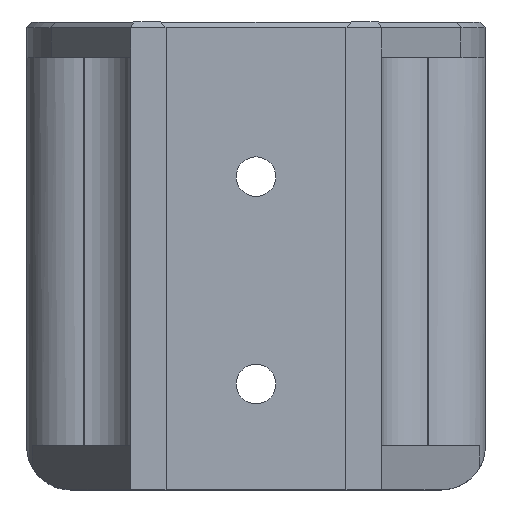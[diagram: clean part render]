
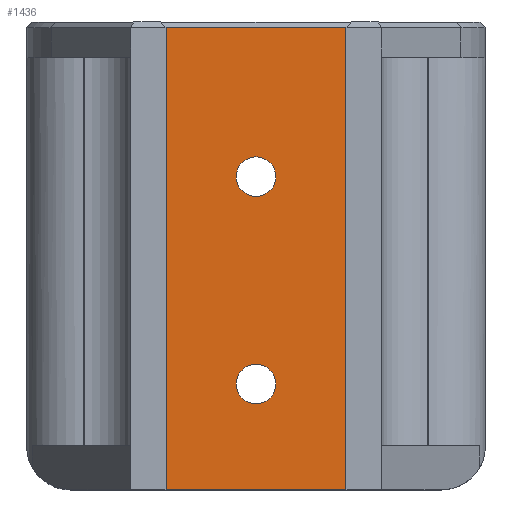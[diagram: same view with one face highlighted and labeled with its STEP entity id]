
A CAD part, top view. The second image highlights one B-rep face of the part: STEP entity #1436.
In plain terms, the highlighted planar face has unit normal (0, 0, 1).
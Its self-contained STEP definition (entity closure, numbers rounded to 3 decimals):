
#51=FACE_BOUND('',#255,.T.);
#52=FACE_BOUND('',#256,.T.);
#89=PLANE('',#1596);
#160=FACE_OUTER_BOUND('',#254,.T.);
#254=EDGE_LOOP('',(#1271,#1272,#1273,#1274));
#255=EDGE_LOOP('',(#1275));
#256=EDGE_LOOP('',(#1276));
#331=LINE('',#2240,#462);
#378=LINE('',#2354,#509);
#406=LINE('',#2440,#537);
#408=LINE('',#2444,#539);
#462=VECTOR('',#1802,10.);
#509=VECTOR('',#1911,10.);
#537=VECTOR('',#1999,10.);
#539=VECTOR('',#2005,10.);
#601=CIRCLE('',#1597,2.25);
#602=CIRCLE('',#1598,2.25);
#672=VERTEX_POINT('',#2237);
#673=VERTEX_POINT('',#2239);
#702=VERTEX_POINT('',#2351);
#703=VERTEX_POINT('',#2353);
#726=VERTEX_POINT('',#2445);
#727=VERTEX_POINT('',#2447);
#819=EDGE_CURVE('',#672,#673,#331,.T.);
#874=EDGE_CURVE('',#703,#702,#378,.T.);
#916=EDGE_CURVE('',#702,#673,#406,.T.);
#918=EDGE_CURVE('',#672,#703,#408,.T.);
#919=EDGE_CURVE('',#726,#726,#601,.T.);
#920=EDGE_CURVE('',#727,#727,#602,.T.);
#1271=ORIENTED_EDGE('',*,*,#819,.F.);
#1272=ORIENTED_EDGE('',*,*,#918,.T.);
#1273=ORIENTED_EDGE('',*,*,#874,.T.);
#1274=ORIENTED_EDGE('',*,*,#916,.T.);
#1275=ORIENTED_EDGE('',*,*,#919,.T.);
#1276=ORIENTED_EDGE('',*,*,#920,.T.);
#1436=ADVANCED_FACE('',(#160,#51,#52),#89,.T.);
#1596=AXIS2_PLACEMENT_3D('',#2443,#2003,#2004);
#1597=AXIS2_PLACEMENT_3D('',#2446,#2006,#2007);
#1598=AXIS2_PLACEMENT_3D('',#2448,#2008,#2009);
#1802=DIRECTION('',(1.,0.,0.));
#1911=DIRECTION('',(1.,0.,0.));
#1999=DIRECTION('',(0.,1.,0.));
#2003=DIRECTION('center_axis',(0.,0.,1.));
#2004=DIRECTION('ref_axis',(0.,1.,0.));
#2005=DIRECTION('',(0.,-1.,0.));
#2006=DIRECTION('center_axis',(0.,0.,-1.));
#2007=DIRECTION('ref_axis',(-1.,0.,0.));
#2008=DIRECTION('center_axis',(0.,0.,-1.));
#2009=DIRECTION('ref_axis',(-1.,0.,0.));
#2237=CARTESIAN_POINT('',(-10.2,2.4,31.));
#2239=CARTESIAN_POINT('',(10.2,2.4,31.));
#2240=CARTESIAN_POINT('',(10.5,2.4,31.));
#2351=CARTESIAN_POINT('',(10.2,-50.,31.));
#2353=CARTESIAN_POINT('',(-10.2,-50.,31.));
#2354=CARTESIAN_POINT('',(21.,-50.,31.));
#2440=CARTESIAN_POINT('',(10.2,-23.5,31.));
#2443=CARTESIAN_POINT('Origin',(21.,-50.,31.));
#2444=CARTESIAN_POINT('',(-10.2,-50.,31.));
#2445=CARTESIAN_POINT('',(2.25,-14.5,31.));
#2446=CARTESIAN_POINT('Origin',(0.,-14.5,31.));
#2447=CARTESIAN_POINT('',(2.25,-38.,31.));
#2448=CARTESIAN_POINT('Origin',(0.,-38.,31.));
